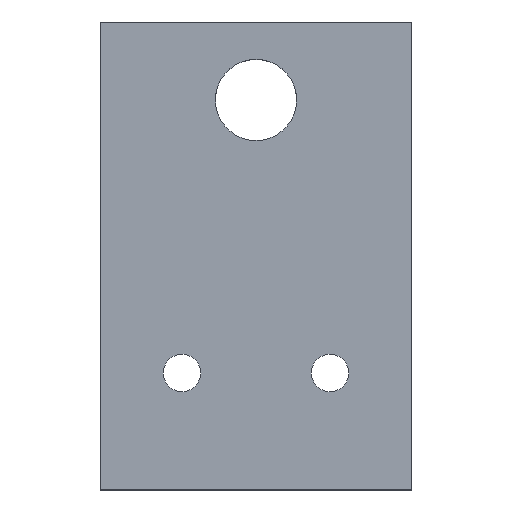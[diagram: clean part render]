
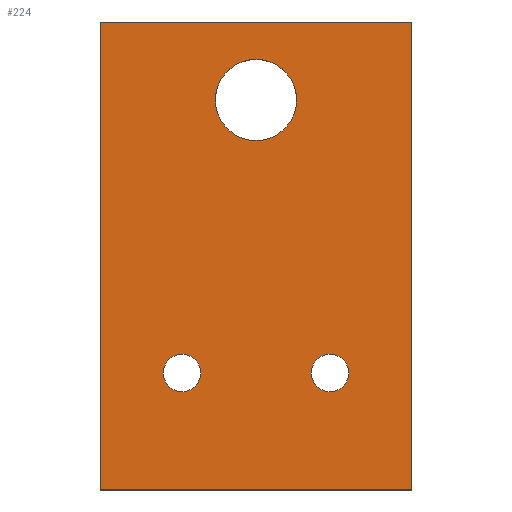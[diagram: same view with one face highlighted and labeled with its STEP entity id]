
A CAD part, top view. The second image highlights one B-rep face of the part: STEP entity #224.
In plain terms, the highlighted planar face has unit normal (0, 0, 1).
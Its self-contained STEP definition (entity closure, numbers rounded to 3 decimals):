
#17=FACE_BOUND('',#58,.T.);
#18=FACE_BOUND('',#59,.T.);
#19=FACE_BOUND('',#60,.T.);
#29=PLANE('',#261);
#42=FACE_OUTER_BOUND('',#57,.T.);
#57=EDGE_LOOP('',(#194,#195,#196,#197));
#58=EDGE_LOOP('',(#198));
#59=EDGE_LOOP('',(#199));
#60=EDGE_LOOP('',(#200));
#72=LINE('',#368,#89);
#75=LINE('',#374,#92);
#78=LINE('',#380,#95);
#81=LINE('',#384,#98);
#89=VECTOR('',#308,10.);
#92=VECTOR('',#313,10.);
#95=VECTOR('',#318,10.);
#98=VECTOR('',#323,10.);
#105=CIRCLE('',#251,1.2);
#106=CIRCLE('',#253,1.2);
#108=CIRCLE('',#256,2.6);
#115=VERTEX_POINT('',#348);
#116=VERTEX_POINT('',#352);
#118=VERTEX_POINT('',#358);
#121=VERTEX_POINT('',#365);
#122=VERTEX_POINT('',#367);
#124=VERTEX_POINT('',#373);
#126=VERTEX_POINT('',#379);
#136=EDGE_CURVE('',#115,#115,#105,.T.);
#138=EDGE_CURVE('',#116,#116,#106,.T.);
#141=EDGE_CURVE('',#118,#118,#108,.T.);
#144=EDGE_CURVE('',#122,#121,#72,.T.);
#147=EDGE_CURVE('',#124,#122,#75,.T.);
#150=EDGE_CURVE('',#126,#124,#78,.T.);
#153=EDGE_CURVE('',#121,#126,#81,.T.);
#194=ORIENTED_EDGE('',*,*,#153,.T.);
#195=ORIENTED_EDGE('',*,*,#150,.T.);
#196=ORIENTED_EDGE('',*,*,#147,.T.);
#197=ORIENTED_EDGE('',*,*,#144,.T.);
#198=ORIENTED_EDGE('',*,*,#141,.T.);
#199=ORIENTED_EDGE('',*,*,#138,.T.);
#200=ORIENTED_EDGE('',*,*,#136,.T.);
#224=ADVANCED_FACE('',(#42,#17,#18,#19),#29,.T.);
#251=AXIS2_PLACEMENT_3D('',#350,#290,#291);
#253=AXIS2_PLACEMENT_3D('',#354,#295,#296);
#256=AXIS2_PLACEMENT_3D('',#360,#302,#303);
#261=AXIS2_PLACEMENT_3D('',#385,#324,#325);
#290=DIRECTION('center_axis',(0.,0.,-1.));
#291=DIRECTION('ref_axis',(1.,0.,0.));
#295=DIRECTION('center_axis',(0.,0.,-1.));
#296=DIRECTION('ref_axis',(1.,0.,0.));
#302=DIRECTION('center_axis',(0.,0.,-1.));
#303=DIRECTION('ref_axis',(1.,0.,0.));
#308=DIRECTION('',(1.,0.,0.));
#313=DIRECTION('',(0.,-1.,0.));
#318=DIRECTION('',(-1.,0.,0.));
#323=DIRECTION('',(0.,1.,0.));
#324=DIRECTION('center_axis',(0.,0.,1.));
#325=DIRECTION('ref_axis',(1.,0.,0.));
#348=CARTESIAN_POINT('',(-15.95,-22.5,3.));
#350=CARTESIAN_POINT('Origin',(-14.75,-22.5,3.));
#352=CARTESIAN_POINT('',(-6.45,-22.5,3.));
#354=CARTESIAN_POINT('Origin',(-5.25,-22.5,3.));
#358=CARTESIAN_POINT('',(-12.6,-5.,3.));
#360=CARTESIAN_POINT('Origin',(-10.,-5.,3.));
#365=CARTESIAN_POINT('',(0.,-30.,3.));
#367=CARTESIAN_POINT('',(-20.,-30.,3.));
#368=CARTESIAN_POINT('',(-20.,-30.,3.));
#373=CARTESIAN_POINT('',(-20.,0.,3.));
#374=CARTESIAN_POINT('',(-20.,0.,3.));
#379=CARTESIAN_POINT('',(0.,0.,3.));
#380=CARTESIAN_POINT('',(0.,0.,3.));
#384=CARTESIAN_POINT('',(0.,-30.,3.));
#385=CARTESIAN_POINT('Origin',(-10.,-15.,3.));
